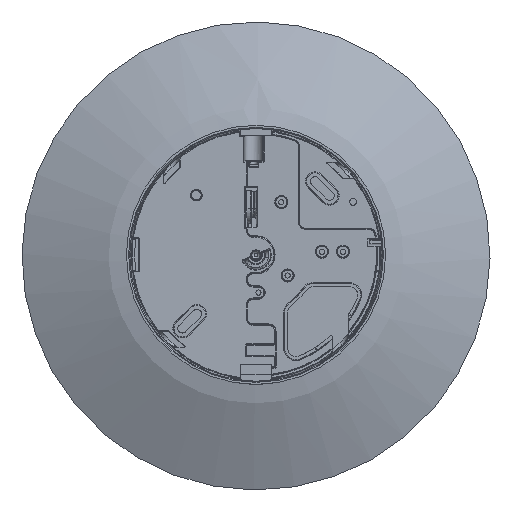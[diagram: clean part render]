
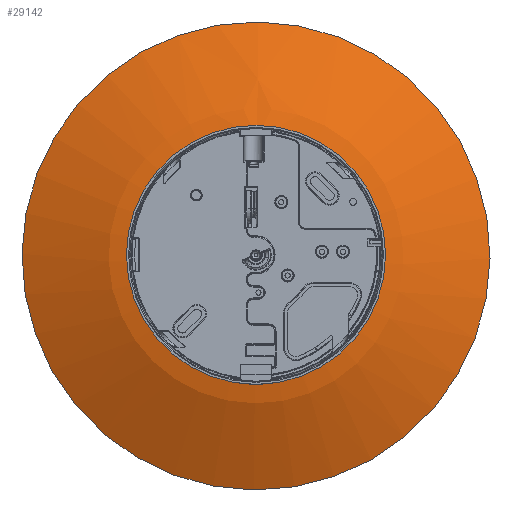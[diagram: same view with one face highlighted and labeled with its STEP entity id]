
A CAD part, top view. The second image highlights one B-rep face of the part: STEP entity #29142.
In plain terms, the highlighted spherical face has radius 237.5 mm.
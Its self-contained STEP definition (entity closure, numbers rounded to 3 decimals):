
#751=SPHERICAL_SURFACE('',#32609,237.5);
#3551=CIRCLE('',#32607,26.372);
#3553=CIRCLE('',#32610,110.934);
#3554=CIRCLE('',#32611,237.5);
#3555=CIRCLE('',#32612,110.934);
#5376=FACE_OUTER_BOUND('',#7314,.T.);
#7314=EDGE_LOOP('',(#26553,#26554,#26555,#26556,#26557));
#13791=VERTEX_POINT('',#68178);
#13793=VERTEX_POINT('',#68183);
#13794=VERTEX_POINT('',#68184);
#18071=EDGE_CURVE('',#13791,#13791,#3551,.T.);
#18073=EDGE_CURVE('',#13793,#13794,#3553,.T.);
#18074=EDGE_CURVE('',#13794,#13791,#3554,.T.);
#18075=EDGE_CURVE('',#13794,#13793,#3555,.T.);
#26553=ORIENTED_EDGE('',*,*,#18073,.T.);
#26554=ORIENTED_EDGE('',*,*,#18074,.T.);
#26555=ORIENTED_EDGE('',*,*,#18071,.T.);
#26556=ORIENTED_EDGE('',*,*,#18074,.F.);
#26557=ORIENTED_EDGE('',*,*,#18075,.T.);
#29142=ADVANCED_FACE('',(#5376),#751,.T.);
#32607=AXIS2_PLACEMENT_3D('',#68179,#40967,#40968);
#32609=AXIS2_PLACEMENT_3D('',#68182,#40971,#40972);
#32610=AXIS2_PLACEMENT_3D('',#68185,#40973,#40974);
#32611=AXIS2_PLACEMENT_3D('',#68186,#40975,#40976);
#32612=AXIS2_PLACEMENT_3D('',#68187,#40977,#40978);
#40967=DIRECTION('center_axis',(0.,0.,
-1.));
#40968=DIRECTION('ref_axis',(0.009,1.,0.));
#40971=DIRECTION('center_axis',(0.,0.,-1.));
#40972=DIRECTION('ref_axis',(-0.009,-1.,0.));
#40973=DIRECTION('center_axis',(0.,0.,
1.));
#40974=DIRECTION('ref_axis',(0.009,1.,0.));
#40975=DIRECTION('center_axis',(1.,-0.009,
0.));
#40976=DIRECTION('ref_axis',(0.009,1.,0.));
#40977=DIRECTION('center_axis',(0.,0.,
1.));
#40978=DIRECTION('ref_axis',(0.009,1.,0.));
#68178=CARTESIAN_POINT('',(-28.329,128.541,-286.265));
#68179=CARTESIAN_POINT('Origin',(-28.579,102.171,-286.265));
#68182=CARTESIAN_POINT('Origin',(-28.579,102.171,-522.297));
#68183=CARTESIAN_POINT('',(-29.633,-8.758,-312.297));
#68184=CARTESIAN_POINT('',(-27.526,213.1,-312.297));
#68185=CARTESIAN_POINT('Origin',(-28.579,102.171,-312.297));
#68186=CARTESIAN_POINT('Origin',(-28.579,102.171,-522.297));
#68187=CARTESIAN_POINT('Origin',(-28.579,102.171,-312.297));
